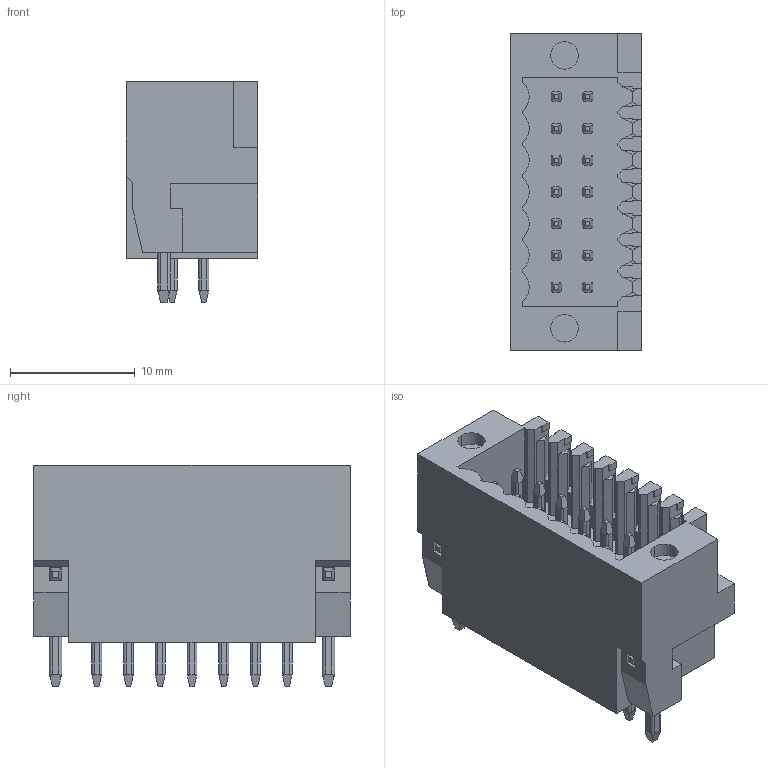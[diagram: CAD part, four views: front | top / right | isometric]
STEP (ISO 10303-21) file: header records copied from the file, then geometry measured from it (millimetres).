
FILE_DESCRIPTION((''),'2;1');
FILE_NAME('TLPHDW-020V','2024-10-17T08:31:16',('tluser'),(''),'CREO PARAMETRIC BY PTC INC, 2018100','CREO PARAMETRIC BY PTC INC, 2018100','');
FILE_SCHEMA(('CONFIG_CONTROL_DESIGN'));
Length unit declared in the file: millimetre
Products named in the file (1): TLPHDW-020V
Bounding box: 10.5 x 25.34 x 17.7 mm (x, y, z)
Volume: 2477.5 mm3; surface area: 2385.7 mm2
Topology: 1 solids, 1 shells, 616 faces, 1724 edges, 1134 vertices
Faces by surface type: plane 479, cylinder 133, torus 4
Entity records: 19989 total; most frequent: CARTESIAN_POINT 4431, ORIENTED_EDGE 3448, DIRECTION 2858, EDGE_CURVE 1724, VECTOR 1334, LINE 1334, VERTEX_POINT 1134, AXIS2_PLACEMENT_3D 762
